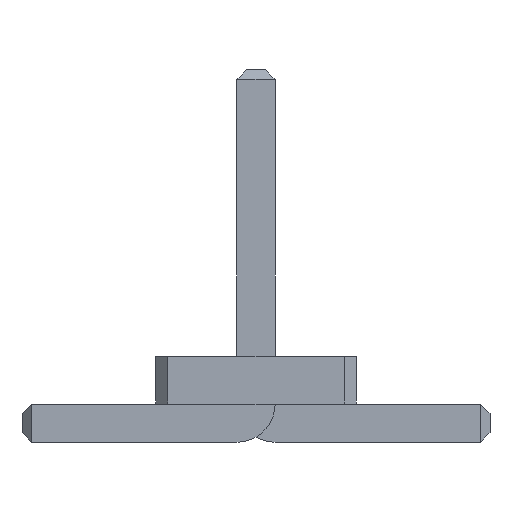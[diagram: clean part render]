
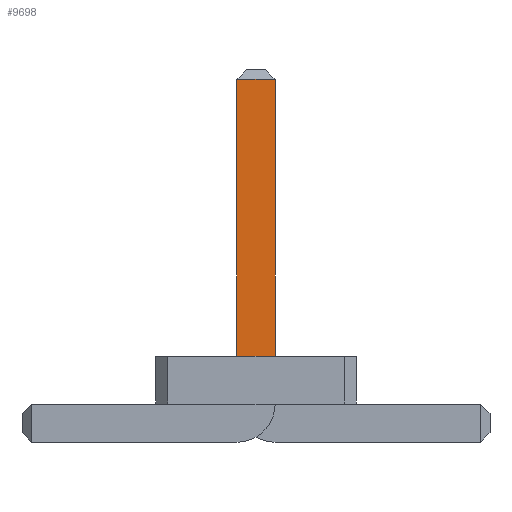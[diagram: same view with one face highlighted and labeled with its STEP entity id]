
A CAD part, front view. The second image highlights one B-rep face of the part: STEP entity #9698.
In plain terms, the highlighted planar face has unit normal (0, -1, 0).
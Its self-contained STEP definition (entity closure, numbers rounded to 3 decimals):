
#3656 = VERTEX_POINT('',#3657);
#3657 = CARTESIAN_POINT('',(-0.2,-12.265,0.9));
#3663 = EDGE_CURVE('',#3656,#3664,#3666,.T.);
#3664 = VERTEX_POINT('',#3665);
#3665 = CARTESIAN_POINT('',(0.2,-12.265,0.9));
#3666 = LINE('',#3667,#3668);
#3667 = CARTESIAN_POINT('',(-0.362,-12.265,0.9));
#3668 = VECTOR('',#3669,1.);
#3669 = DIRECTION('',(1.,0.,0.));
#9680 = EDGE_CURVE('',#3664,#9681,#9683,.T.);
#9681 = VERTEX_POINT('',#9682);
#9682 = CARTESIAN_POINT('',(0.2,-12.265,3.8));
#9683 = LINE('',#9684,#9685);
#9684 = CARTESIAN_POINT('',(0.2,-12.265,0.));
#9685 = VECTOR('',#9686,1.);
#9686 = DIRECTION('',(0.,0.,1.));
#9698 = ADVANCED_FACE('',(#9699),#9717,.F.);
#9699 = FACE_BOUND('',#9700,.F.);
#9700 = EDGE_LOOP('',(#9701,#9702,#9703,#9711));
#9701 = ORIENTED_EDGE('',*,*,#9680,.F.);
#9702 = ORIENTED_EDGE('',*,*,#3663,.F.);
#9703 = ORIENTED_EDGE('',*,*,#9704,.F.);
#9704 = EDGE_CURVE('',#9705,#3656,#9707,.T.);
#9705 = VERTEX_POINT('',#9706);
#9706 = CARTESIAN_POINT('',(-0.2,-12.265,3.8));
#9707 = LINE('',#9708,#9709);
#9708 = CARTESIAN_POINT('',(-0.2,-12.265,3.9));
#9709 = VECTOR('',#9710,1.);
#9710 = DIRECTION('',(0.,0.,-1.));
#9711 = ORIENTED_EDGE('',*,*,#9712,.F.);
#9712 = EDGE_CURVE('',#9681,#9705,#9713,.T.);
#9713 = LINE('',#9714,#9715);
#9714 = CARTESIAN_POINT('',(0.2,-12.265,3.8));
#9715 = VECTOR('',#9716,1.);
#9716 = DIRECTION('',(-1.,0.,0.));
#9717 = PLANE('',#9718);
#9718 = AXIS2_PLACEMENT_3D('',#9719,#9720,#9721);
#9719 = CARTESIAN_POINT('',(0.2,-12.265,3.9));
#9720 = DIRECTION('',(0.,1.,0.));
#9721 = DIRECTION('',(0.,0.,1.));
